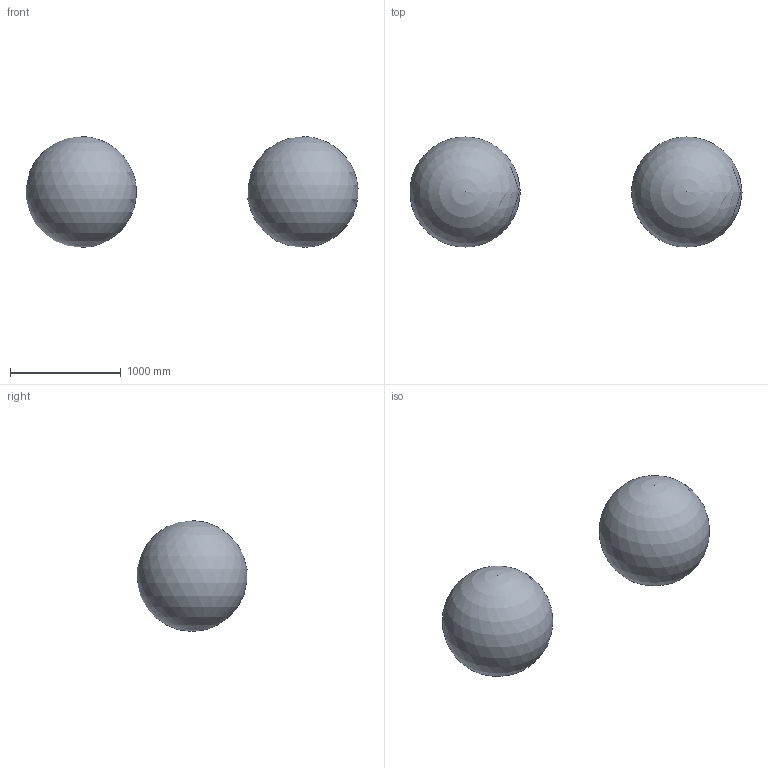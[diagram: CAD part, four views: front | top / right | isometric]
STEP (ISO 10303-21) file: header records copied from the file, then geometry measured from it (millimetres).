
FILE_DESCRIPTION((''), '2;1');
FILE_NAME('out.stp', '2024-05-08T18:23:30.972023+02:00', (''), (''), 'step-merger', '', '');
FILE_SCHEMA(('AP203_CONFIGURATION_CONTROLLED_3D_DESIGN_OF_MECHANICAL_PARTS_AND_ASSEMBLIES_MIM_LF { 1 0 10303 403 1 1 4 }'));
Length unit declared in the file: millimetre
Products named in the file (4): Root Node; Child Node 1; Child Node 2; Sphere
Assembly tree (3 placements, depth 3):
  Root Node
    Child Node 1
      Sphere
  Child Node 2
    Sphere
Bounding box: 2995.51 x 992.71 x 1000 mm (x, y, z)
Volume: 1047197551.2 mm3; surface area: 6283185.3 mm2
Topology: 2 solids, 2 shells, 2 faces, 6 edges, 4 vertices
Faces by surface type: sphere 2
Entity records: 144 total; most frequent: DIRECTION 22, CARTESIAN_POINT 13, AXIS2_PLACEMENT_3D 11, PRODUCT_DEFINITION_SHAPE 7, UNCERTAINTY_MEASURE_WITH_UNIT 5, SHAPE_REPRESENTATION 5, PRODUCT_CONTEXT 4, PRODUCT 4
